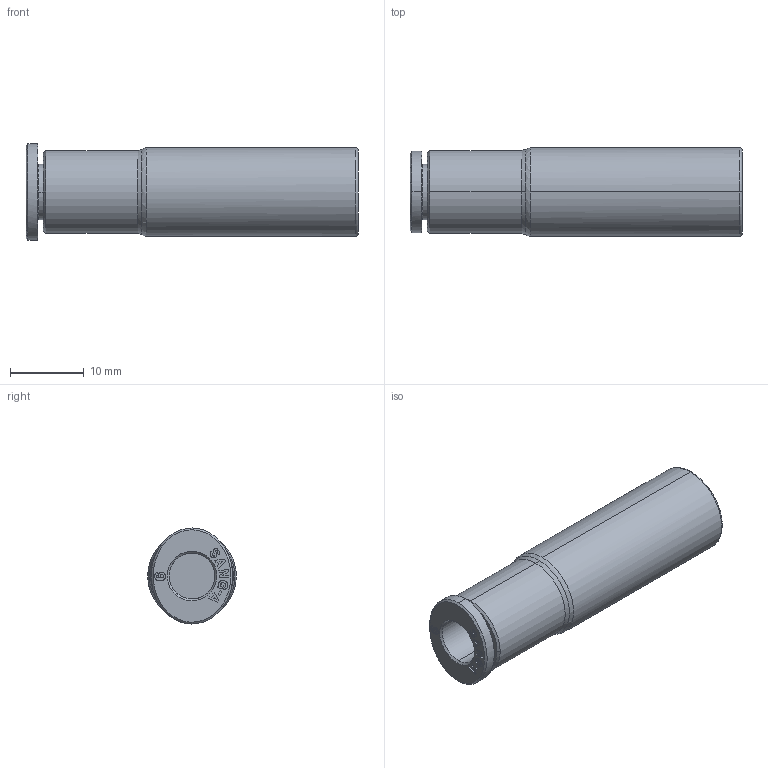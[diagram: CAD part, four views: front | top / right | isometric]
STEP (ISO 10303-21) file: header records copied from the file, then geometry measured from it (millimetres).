
FILE_DESCRIPTION((''),'2;1');
FILE_NAME('GPGJ_1206(3D).stp','2012-12-20T14:40:53',(''),(''),'Mechanical Desktop.R8.0.24.0','Mechanical Desktop.R8.0.24.0',', , ');
FILE_SCHEMA(('CONFIG_CONTROL_DESIGN'));
Length unit declared in the file: millimetre
Products named in the file (2): GPGJ_1206(3D); ºÎÇ°1
Assembly tree (1 placements, depth 2):
  GPGJ_1206(3D)
    ºÎÇ°1
Bounding box: 44.95 x 12 x 13 mm (x, y, z)
Volume: 4364.8 mm3; surface area: 2289.6 mm2
Topology: 1 solids, 1 shells, 227 faces, 629 edges, 417 vertices
Faces by surface type: plane 169, bspline 33, cylinder 19, cone 4, torus 2
Entity records: 8282 total; most frequent: CARTESIAN_POINT 2419, ORIENTED_EDGE 1258, DIRECTION 1107, EDGE_CURVE 629, VECTOR 513, LINE 513, VERTEX_POINT 417, AXIS2_PLACEMENT_3D 297
